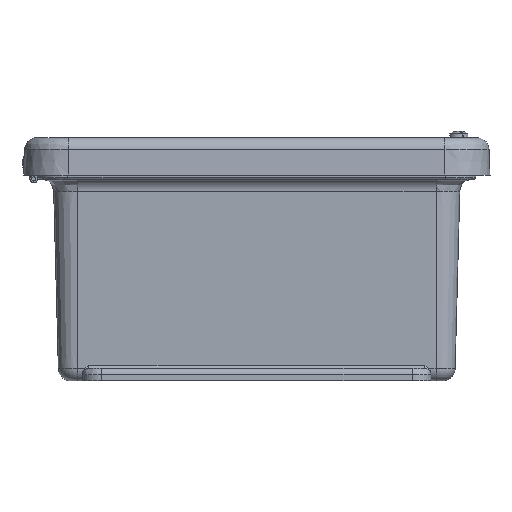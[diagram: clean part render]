
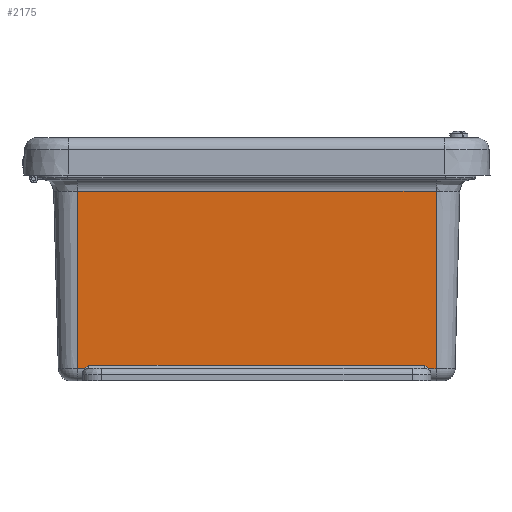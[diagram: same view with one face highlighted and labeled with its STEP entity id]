
A CAD part, front view. The second image highlights one B-rep face of the part: STEP entity #2175.
In plain terms, the highlighted planar face has unit normal (0, -1, -0.026).
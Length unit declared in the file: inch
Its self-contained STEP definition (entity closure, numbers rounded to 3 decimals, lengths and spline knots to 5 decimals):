
#239 = CARTESIAN_POINT ( 'NONE',  ( 3.45862, -3.98849, -4.44154 ) ) ;
#348 = CARTESIAN_POINT ( 'NONE',  ( -3.39199, -3.99003, -4.38247 ) ) ;
#443 = ORIENTED_EDGE ( 'NONE', *, *, #24127, .F. ) ;
#888 = CARTESIAN_POINT ( 'NONE',  ( -3.38475, -3.99017, -4.37727 ) ) ;
#1409 = CARTESIAN_POINT ( 'NONE',  ( 3.41551, -3.98957, -4.40024 ) ) ;
#1541 = CARTESIAN_POINT ( 'NONE',  ( 3.40023, -3.98988, -4.38853 ) ) ;
#1665 = CARTESIAN_POINT ( 'NONE',  ( 3.41971, -3.98948, -4.40366 ) ) ;
#2151 = VECTOR ( 'NONE', #16381, 39.37008 ) ;
#2175 = ADVANCED_FACE ( 'NONE', ( #15784 ), #25564, .T. ) ;
#3368 = CARTESIAN_POINT ( 'NONE',  ( -3.39762, -3.98993, -4.3866 ) ) ;
#3626 = CARTESIAN_POINT ( 'NONE',  ( -3.40378, -3.98981, -4.39118 ) ) ;
#3905 = CARTESIAN_POINT ( 'NONE',  ( -3.41043, -3.98967, -4.39623 ) ) ;
#4394 = DIRECTION ( 'NONE',  ( 1., 0., 0. ) ) ;
#4461 = CARTESIAN_POINT ( 'NONE',  ( 3.41921, -3.98949, -4.40325 ) ) ;
#4516 = VECTOR ( 'NONE', #4394, 39.37008 ) ;
#4581 = CARTESIAN_POINT ( 'NONE',  ( -3.375, -3.99035, -4.37035 ) ) ;
#4595 = CARTESIAN_POINT ( 'NONE',  ( 3.39679, -3.98994, -4.38599 ) ) ;
#6058 = LINE ( 'NONE', #26356, #4516 ) ;
#6136 = CARTESIAN_POINT ( 'NONE',  ( -3.60447, -4.08192, -0.87353 ) ) ;
#6453 = DIRECTION ( 'NONE',  ( 0., -1., -0.026 ) ) ;
#6864 = CARTESIAN_POINT ( 'NONE',  ( -3.41559, -3.98957, -4.40031 ) ) ;
#7136 = CARTESIAN_POINT ( 'NONE',  ( -3.4003, -3.98987, -4.38858 ) ) ;
#7188 = VECTOR ( 'NONE', #29084, 39.37008 ) ;
#7191 = EDGE_CURVE ( 'NONE', #30294, #10871, #7606, .T. ) ;
#7606 = LINE ( 'NONE', #34486, #16085 ) ;
#7664 = ORIENTED_EDGE ( 'NONE', *, *, #19181, .F. ) ;
#7684 = LINE ( 'NONE', #35059, #7188 ) ;
#7715 = CARTESIAN_POINT ( 'NONE',  ( 3.40461, -3.98979, -4.39181 ) ) ;
#7856 = CARTESIAN_POINT ( 'NONE',  ( 3.45862, -3.98849, -4.44154 ) ) ;
#8331 = VERTEX_POINT ( 'NONE', #239 ) ;
#8564 = DIRECTION ( 'NONE',  ( -1., 0., 0. ) ) ;
#9056 = VERTEX_POINT ( 'NONE', #18105 ) ;
#9398 = ORIENTED_EDGE ( 'NONE', *, *, #11405, .T. ) ;
#9475 = EDGE_CURVE ( 'NONE', #38800, #10871, #9678, .T. ) ;
#9678 = LINE ( 'NONE', #16112, #2151 ) ;
#10871 = VERTEX_POINT ( 'NONE', #26517 ) ;
#10894 = VERTEX_POINT ( 'NONE', #29761 ) ;
#11317 = CARTESIAN_POINT ( 'NONE',  ( 3.42601, -3.98934, -4.40892 ) ) ;
#11405 = EDGE_CURVE ( 'NONE', #9056, #38800, #17101, .T. ) ;
#13256 = CARTESIAN_POINT ( 'NONE',  ( -3.419, -3.98949, -4.40308 ) ) ;
#13392 = CARTESIAN_POINT ( 'NONE',  ( -3.39679, -3.98994, -4.38599 ) ) ;
#13532 = CARTESIAN_POINT ( 'NONE',  ( -3.44427, -3.98891, -4.42547 ) ) ;
#13580 = DIRECTION ( 'NONE',  ( 0., -0.026, 1. ) ) ;
#14374 = CARTESIAN_POINT ( 'NONE',  ( 3.39722, -3.98993, -4.38631 ) ) ;
#14981 = EDGE_CURVE ( 'NONE', #36336, #9056, #36604, .T. ) ;
#15129 = VECTOR ( 'NONE', #13580, 39.37008 ) ;
#15478 = EDGE_CURVE ( 'NONE', #30294, #38694, #24833, .T. ) ;
#15784 = FACE_OUTER_BOUND ( 'NONE', #16668, .T. ) ;
#16085 = VECTOR ( 'NONE', #8564, 39.37008 ) ;
#16112 = CARTESIAN_POINT ( 'NONE',  ( -3.60447, -4.10471, -0.00327 ) ) ;
#16381 = DIRECTION ( 'NONE',  ( 0., 0.026, -1. ) ) ;
#16668 = EDGE_LOOP ( 'NONE', ( #30073, #443, #7664, #20851, #9398, #35030, #34371, #18475 ) ) ;
#16768 = CARTESIAN_POINT ( 'NONE',  ( -3.4321, -3.9892, -4.4142 ) ) ;
#17101 = LINE ( 'NONE', #33135, #38101 ) ;
#18105 = CARTESIAN_POINT ( 'NONE',  ( 3.60448, -4.08192, -0.87353 ) ) ;
#18475 = ORIENTED_EDGE ( 'NONE', *, *, #15478, .T. ) ;
#18571 = CARTESIAN_POINT ( 'NONE',  ( -3.60447, -4.10471, -0.00327 ) ) ;
#19181 = EDGE_CURVE ( 'NONE', #36336, #8331, #7684, .T. ) ;
#19972 = CARTESIAN_POINT ( 'NONE',  ( -3.39723, -3.98993, -4.38632 ) ) ;
#20397 = CARTESIAN_POINT ( 'NONE',  ( 3.375, -3.99035, -4.37035 ) ) ;
#20674 = CARTESIAN_POINT ( 'NONE',  ( 3.4065, -3.98975, -4.39324 ) ) ;
#20819 = CARTESIAN_POINT ( 'NONE',  ( 3.38458, -3.99017, -4.37715 ) ) ;
#20851 = ORIENTED_EDGE ( 'NONE', *, *, #14981, .T. ) ;
#21522 = CARTESIAN_POINT ( 'NONE',  ( 3.42779, -3.9893, -4.41044 ) ) ;
#22768 = CARTESIAN_POINT ( 'NONE',  ( -3.41929, -3.98949, -4.40332 ) ) ;
#22906 = CARTESIAN_POINT ( 'NONE',  ( -3.41978, -3.98948, -4.40372 ) ) ;
#23593 = CARTESIAN_POINT ( 'NONE',  ( 3.42062, -3.98946, -4.40441 ) ) ;
#23669 = DIRECTION ( 'NONE',  ( -1., 0., 0. ) ) ;
#23741 = CARTESIAN_POINT ( 'NONE',  ( 3.41203, -3.98964, -4.39749 ) ) ;
#24127 = EDGE_CURVE ( 'NONE', #8331, #10894, #38693, .T. ) ;
#24833 = B_SPLINE_CURVE_WITH_KNOTS ( 'NONE', 3,
 ( #25851, #35855, #13532, #16768, #38663, #35574, #28957, #22906, #22768, #13256, #6864, #3905, #3626, #7136, #39061, #3368, #19972, #38798, #13392, #348, #888, #32254 ),
 .UNSPECIFIED., .F., .F.,
 ( 4, 1, 1, 1, 1, 1, 2, 2, 1, 1, 1, 1, 1, 2, 2, 4 ),
 ( 0., 0.25, 0.375, 0.4375, 0.46875, 0.48438, 0.49219, 0.5, 0.625, 0.6875, 0.71875, 0.73438, 0.74219, 0.74609, 0.75, 1. ),
 .UNSPECIFIED. ) ;
#25145 = DIRECTION ( 'NONE',  ( 0., -0.026, 1. ) ) ;
#25564 = PLANE ( 'NONE',  #35640 ) ;
#25851 = CARTESIAN_POINT ( 'NONE',  ( -3.45862, -3.98849, -4.44154 ) ) ;
#26356 = CARTESIAN_POINT ( 'NONE',  ( -3.60447, -3.99035, -4.37035 ) ) ;
#26517 = CARTESIAN_POINT ( 'NONE',  ( -3.60447, -3.98849, -4.44154 ) ) ;
#27241 = CARTESIAN_POINT ( 'NONE',  ( 3.39848, -3.98991, -4.38724 ) ) ;
#27974 = CARTESIAN_POINT ( 'NONE',  ( 3.43305, -3.98917, -4.41506 ) ) ;
#28957 = CARTESIAN_POINT ( 'NONE',  ( -3.42052, -3.98946, -4.40433 ) ) ;
#29084 = DIRECTION ( 'NONE',  ( -1., 0., 0. ) ) ;
#29761 = CARTESIAN_POINT ( 'NONE',  ( 3.375, -3.99035, -4.37035 ) ) ;
#30073 = ORIENTED_EDGE ( 'NONE', *, *, #40522, .T. ) ;
#30191 = CARTESIAN_POINT ( 'NONE',  ( 3.43648, -3.98908, -4.4182 ) ) ;
#30294 = VERTEX_POINT ( 'NONE', #35752 ) ;
#30487 = CARTESIAN_POINT ( 'NONE',  ( 3.4528, -3.98867, -4.43456 ) ) ;
#31165 = CARTESIAN_POINT ( 'NONE',  ( 3.3976, -3.98993, -4.38659 ) ) ;
#32254 = CARTESIAN_POINT ( 'NONE',  ( -3.375, -3.99035, -4.37035 ) ) ;
#33135 = CARTESIAN_POINT ( 'NONE',  ( -3.60447, -4.08192, -0.87353 ) ) ;
#33203 = CARTESIAN_POINT ( 'NONE',  ( 3.42332, -3.9894, -4.40665 ) ) ;
#33341 = CARTESIAN_POINT ( 'NONE',  ( 3.4017, -3.98985, -4.38963 ) ) ;
#33610 = CARTESIAN_POINT ( 'NONE',  ( 3.39182, -3.99004, -4.38234 ) ) ;
#34371 = ORIENTED_EDGE ( 'NONE', *, *, #7191, .F. ) ;
#34486 = CARTESIAN_POINT ( 'NONE',  ( -1.80224, -3.98849, -4.44154 ) ) ;
#35030 = ORIENTED_EDGE ( 'NONE', *, *, #9475, .T. ) ;
#35059 = CARTESIAN_POINT ( 'NONE',  ( -1.80224, -3.98849, -4.44154 ) ) ;
#35574 = CARTESIAN_POINT ( 'NONE',  ( -3.42223, -3.98942, -4.40574 ) ) ;
#35640 = AXIS2_PLACEMENT_3D ( 'NONE', #18571, #6453, #25145 ) ;
#35752 = CARTESIAN_POINT ( 'NONE',  ( -3.45862, -3.98849, -4.44154 ) ) ;
#35855 = CARTESIAN_POINT ( 'NONE',  ( -3.45326, -3.98866, -4.43512 ) ) ;
#36336 = VERTEX_POINT ( 'NONE', #37454 ) ;
#36552 = CARTESIAN_POINT ( 'NONE',  ( 3.42197, -3.98943, -4.40553 ) ) ;
#36604 = LINE ( 'NONE', #39521, #15129 ) ;
#36708 = CARTESIAN_POINT ( 'NONE',  ( 3.39697, -3.98994, -4.38612 ) ) ;
#37454 = CARTESIAN_POINT ( 'NONE',  ( 3.60448, -3.98849, -4.44154 ) ) ;
#38101 = VECTOR ( 'NONE', #23669, 39.37008 ) ;
#38663 = CARTESIAN_POINT ( 'NONE',  ( -3.42559, -3.98935, -4.40856 ) ) ;
#38693 = B_SPLINE_CURVE_WITH_KNOTS ( 'NONE', 3,
 ( #7856, #30487, #39763, #30191, #27974, #21522, #11317, #33203, #36552, #23593, #1665, #4461, #1409, #23741, #20674, #7715, #33341, #1541, #27241, #31165, #14374, #36708, #4595, #33610, #20819, #20397 ),
 .UNSPECIFIED., .F., .F.,
 ( 4, 2, 2, 2, 1, 2, 2, 2, 2, 1, 1, 1, 2, 2, 4 ),
 ( 0., 0.25, 0.375, 0.4375, 0.46875, 0.48438, 0.5, 0.625, 0.6875, 0.71875, 0.73438, 0.74219, 0.74609, 0.75, 1. ),
 .UNSPECIFIED. ) ;
#38694 = VERTEX_POINT ( 'NONE', #4581 ) ;
#38798 = CARTESIAN_POINT ( 'NONE',  ( -3.39697, -3.98994, -4.38613 ) ) ;
#38800 = VERTEX_POINT ( 'NONE', #6136 ) ;
#39061 = CARTESIAN_POINT ( 'NONE',  ( -3.39852, -3.98991, -4.38727 ) ) ;
#39521 = CARTESIAN_POINT ( 'NONE',  ( 3.60448, -4.10471, -0.00327 ) ) ;
#39763 = CARTESIAN_POINT ( 'NONE',  ( 3.44649, -3.98883, -4.42784 ) ) ;
#40522 = EDGE_CURVE ( 'NONE', #38694, #10894, #6058, .T. ) ;
